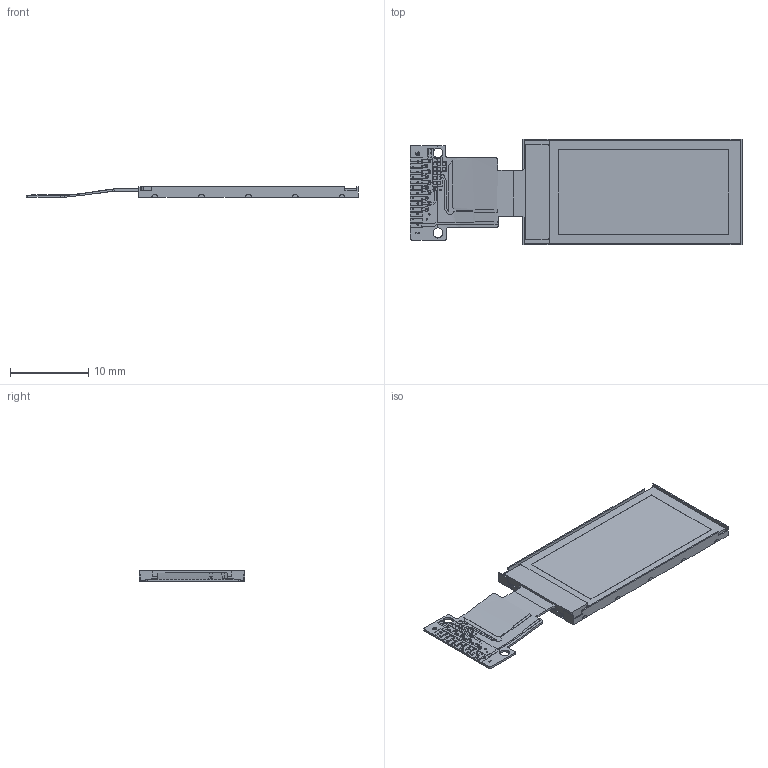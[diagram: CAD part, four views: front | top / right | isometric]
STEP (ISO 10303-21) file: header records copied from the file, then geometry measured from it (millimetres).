
FILE_DESCRIPTION(/* description */ ('Unknown'),/* implementation_level */ '2;1');
FILE_NAME(/* name */ '0.96 - IPS LCD - No Glass - Flat',/* time_stamp */ '2018-11-03T18:50:10-04:00',/* author */ ('Unknown'),/* organization */ ('Unknown'),/* preprocessor_version */ 'ST-DEVELOPER v16.7',/* originating_system */ 'DEX',/* authorisation */ $);
FILE_SCHEMA (('AUTOMOTIVE_DESIGN {1 0 10303 214 3 1 1}'));
Length unit declared in the file: millimetre
Products named in the file (1): 0.96 - IPS LCD - No Glass - Flat
Bounding box: 42.36 x 13.49 x 1.38 mm (x, y, z)
Volume: 447.6 mm3; surface area: 1345.5 mm2
Topology: 1 solids, 20 shells, 808 faces, 2116 edges, 1396 vertices
Faces by surface type: plane 590, cylinder 124, bspline 94
Full cylindrical faces by diameter (mm): 0.163 x1, 0.167 x1, 0.188 x24, 0.194 x1, 0.762 x4, 1.251 x2
Entity records: 33157 total; most frequent: CARTESIAN_POINT 9041, ORIENTED_EDGE 4080, DIRECTION 3112, EDGE_CURVE 2040, VERTEX_POINT 1369, LINE 1206, VECTOR 1206, EDGE_LOOP 985
